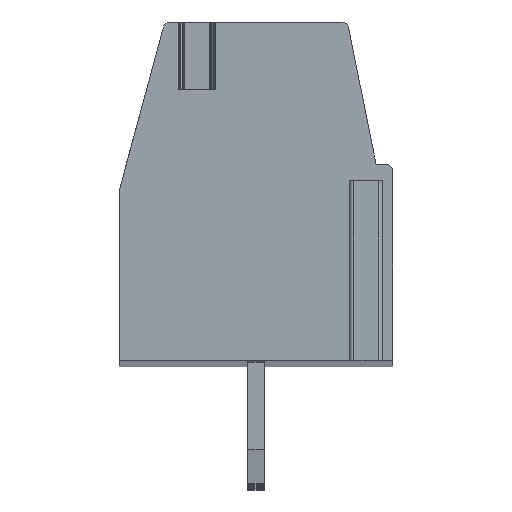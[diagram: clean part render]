
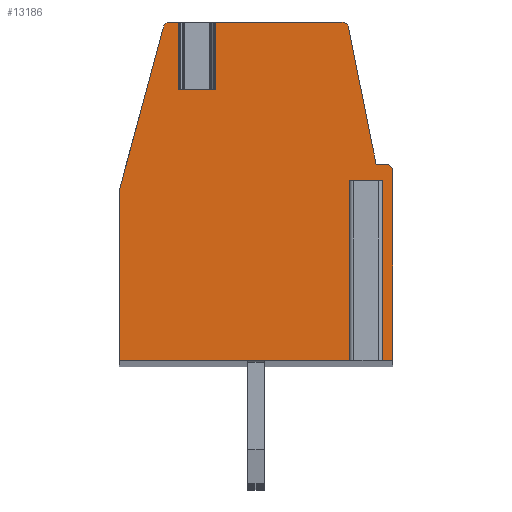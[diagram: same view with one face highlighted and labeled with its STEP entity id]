
A CAD part, top view. The second image highlights one B-rep face of the part: STEP entity #13186.
In plain terms, the highlighted planar face has unit normal (0, 0, 1).
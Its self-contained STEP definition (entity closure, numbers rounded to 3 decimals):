
#404=DIRECTION('',(-1.,0.,0.));
#405=VECTOR('',#404,1.07);
#406=CARTESIAN_POINT('',(-1.21,3.,2.5));
#407=LINE('',#406,#405);
#408=DIRECTION('',(0.,1.,0.));
#409=VECTOR('',#408,2.);
#410=CARTESIAN_POINT('',(-1.21,3.,2.5));
#411=LINE('',#410,#409);
#412=DIRECTION('',(-1.,0.,0.));
#413=VECTOR('',#412,3.746);
#414=CARTESIAN_POINT('',(2.536,5.,2.5));
#415=LINE('',#414,#413);
#416=CARTESIAN_POINT('',(2.536,4.8,2.5));
#417=DIRECTION('',(0.,0.,1.));
#418=DIRECTION('',(0.98,0.198,0.));
#419=AXIS2_PLACEMENT_3D('',#416,#417,#418);
#421=DIRECTION('',(-0.198,0.98,0.));
#422=VECTOR('',#421,4.122);
#423=CARTESIAN_POINT('',(3.55,0.8,2.5));
#424=LINE('',#423,#422);
#425=DIRECTION('',(-1.,0.,0.));
#426=VECTOR('',#425,0.3);
#427=CARTESIAN_POINT('',(3.85,0.8,2.5));
#428=LINE('',#427,#426);
#429=CARTESIAN_POINT('',(3.85,0.6,2.5));
#430=DIRECTION('',(0.,0.,1.));
#431=DIRECTION('',(1.,0.,0.));
#432=AXIS2_PLACEMENT_3D('',#429,#430,#431);
#434=DIRECTION('',(0.,1.,0.));
#435=VECTOR('',#434,5.6);
#436=CARTESIAN_POINT('',(4.05,-5.,2.5));
#437=LINE('',#436,#435);
#438=DIRECTION('',(1.,0.,0.));
#439=VECTOR('',#438,0.495);
#440=CARTESIAN_POINT('',(3.555,-5.,2.5));
#441=LINE('',#440,#439);
#442=DIRECTION('',(0.,1.,0.));
#443=VECTOR('',#442,5.3);
#444=CARTESIAN_POINT('',(3.555,-5.,2.5));
#445=LINE('',#444,#443);
#446=DIRECTION('',(1.,0.,0.));
#447=VECTOR('',#446,0.6);
#448=CARTESIAN_POINT('',(2.955,0.3,2.5));
#449=LINE('',#448,#447);
#450=DIRECTION('',(0.,1.,0.));
#451=VECTOR('',#450,5.3);
#452=CARTESIAN_POINT('',(2.955,-5.,2.5));
#453=LINE('',#452,#451);
#454=DIRECTION('',(1.,0.,0.));
#455=VECTOR('',#454,7.005);
#456=CARTESIAN_POINT('',(-4.05,-5.,2.5));
#457=LINE('',#456,#455);
#458=DIRECTION('',(0.,-1.,0.));
#459=VECTOR('',#458,5.);
#460=CARTESIAN_POINT('',(-4.05,0.,2.5));
#461=LINE('',#460,#459);
#462=DIRECTION('',(-0.261,-0.965,0.));
#463=VECTOR('',#462,5.026);
#464=CARTESIAN_POINT('',(-2.74,4.852,2.5));
#465=LINE('',#464,#463);
#466=CARTESIAN_POINT('',(-2.547,4.8,2.5));
#467=DIRECTION('',(0.,0.,1.));
#468=DIRECTION('',(0.,1.,0.));
#469=AXIS2_PLACEMENT_3D('',#466,#467,#468);
#471=DIRECTION('',(-1.,0.,0.));
#472=VECTOR('',#471,0.267);
#473=CARTESIAN_POINT('',(-2.28,5.,2.5));
#474=LINE('',#473,#472);
#475=DIRECTION('',(0.,1.,0.));
#476=VECTOR('',#475,2.);
#477=CARTESIAN_POINT('',(-2.28,3.,2.5));
#478=LINE('',#477,#476);
#9891=CARTESIAN_POINT('',(4.05,-5.,2.5));
#9892=CARTESIAN_POINT('',(4.05,0.6,2.5));
#9893=VERTEX_POINT('',#9891);
#9894=VERTEX_POINT('',#9892);
#9895=CARTESIAN_POINT('',(3.85,0.8,2.5));
#9896=VERTEX_POINT('',#9895);
#9897=CARTESIAN_POINT('',(3.55,0.8,2.5));
#9898=VERTEX_POINT('',#9897);
#9899=CARTESIAN_POINT('',(2.732,4.84,2.5));
#9900=VERTEX_POINT('',#9899);
#9901=CARTESIAN_POINT('',(2.536,5.,2.5));
#9902=VERTEX_POINT('',#9901);
#9903=CARTESIAN_POINT('',(-2.547,5.,2.5));
#9904=CARTESIAN_POINT('',(-2.74,4.852,2.5));
#9905=VERTEX_POINT('',#9903);
#9906=VERTEX_POINT('',#9904);
#9907=CARTESIAN_POINT('',(-4.05,0.,2.5));
#9908=VERTEX_POINT('',#9907);
#9909=CARTESIAN_POINT('',(-4.05,-5.,2.5));
#9910=VERTEX_POINT('',#9909);
#9927=CARTESIAN_POINT('',(2.955,0.3,2.5));
#9928=CARTESIAN_POINT('',(3.555,0.3,2.5));
#9929=VERTEX_POINT('',#9927);
#9930=VERTEX_POINT('',#9928);
#9931=CARTESIAN_POINT('',(2.955,-5.,2.5));
#9932=VERTEX_POINT('',#9931);
#9933=CARTESIAN_POINT('',(3.555,-5.,2.5));
#9934=VERTEX_POINT('',#9933);
#10003=CARTESIAN_POINT('',(-1.21,3.,2.5));
#10004=CARTESIAN_POINT('',(-2.28,3.,2.5));
#10005=VERTEX_POINT('',#10003);
#10006=VERTEX_POINT('',#10004);
#10007=CARTESIAN_POINT('',(-2.28,5.,2.5));
#10008=VERTEX_POINT('',#10007);
#10009=CARTESIAN_POINT('',(-1.21,5.,2.5));
#10010=VERTEX_POINT('',#10009);
#13146=CARTESIAN_POINT('',(0.,0.,2.5));
#13147=DIRECTION('',(0.,0.,1.));
#13148=DIRECTION('',(1.,0.,0.));
#13149=AXIS2_PLACEMENT_3D('',#13146,#13147,#13148);
#13150=PLANE('',#13149);
#13152=ORIENTED_EDGE('',*,*,#13151,.F.);
#13153=ORIENTED_EDGE('',*,*,#13137,.T.);
#13154=ORIENTED_EDGE('',*,*,#12946,.F.);
#13156=ORIENTED_EDGE('',*,*,#13155,.F.);
#13158=ORIENTED_EDGE('',*,*,#13157,.F.);
#13160=ORIENTED_EDGE('',*,*,#13159,.F.);
#13162=ORIENTED_EDGE('',*,*,#13161,.F.);
#13164=ORIENTED_EDGE('',*,*,#13163,.F.);
#13166=ORIENTED_EDGE('',*,*,#13165,.F.);
#13168=ORIENTED_EDGE('',*,*,#13167,.T.);
#13170=ORIENTED_EDGE('',*,*,#13169,.F.);
#13172=ORIENTED_EDGE('',*,*,#13171,.F.);
#13174=ORIENTED_EDGE('',*,*,#13173,.F.);
#13176=ORIENTED_EDGE('',*,*,#13175,.F.);
#13178=ORIENTED_EDGE('',*,*,#13177,.F.);
#13180=ORIENTED_EDGE('',*,*,#13179,.F.);
#13181=ORIENTED_EDGE('',*,*,#12929,.F.);
#13183=ORIENTED_EDGE('',*,*,#13182,.F.);
#13184=EDGE_LOOP('',(#13152,#13153,#13154,#13156,#13158,#13160,#13162,#13164,
#13166,#13168,#13170,#13172,#13174,#13176,#13178,#13180,#13181,#13183));
#13185=FACE_OUTER_BOUND('',#13184,.F.);
#420=CIRCLE('',#419,0.2);
#433=CIRCLE('',#432,0.2);
#470=CIRCLE('',#469,0.2);
#12929=EDGE_CURVE('',#10008,#9905,#474,.T.);
#12946=EDGE_CURVE('',#9902,#10010,#415,.T.);
#13137=EDGE_CURVE('',#10005,#10010,#411,.T.);
#13151=EDGE_CURVE('',#10005,#10006,#407,.T.);
#13155=EDGE_CURVE('',#9900,#9902,#420,.T.);
#13157=EDGE_CURVE('',#9898,#9900,#424,.T.);
#13159=EDGE_CURVE('',#9896,#9898,#428,.T.);
#13161=EDGE_CURVE('',#9894,#9896,#433,.T.);
#13163=EDGE_CURVE('',#9893,#9894,#437,.T.);
#13165=EDGE_CURVE('',#9934,#9893,#441,.T.);
#13167=EDGE_CURVE('',#9934,#9930,#445,.T.);
#13169=EDGE_CURVE('',#9929,#9930,#449,.T.);
#13171=EDGE_CURVE('',#9932,#9929,#453,.T.);
#13173=EDGE_CURVE('',#9910,#9932,#457,.T.);
#13175=EDGE_CURVE('',#9908,#9910,#461,.T.);
#13177=EDGE_CURVE('',#9906,#9908,#465,.T.);
#13179=EDGE_CURVE('',#9905,#9906,#470,.T.);
#13182=EDGE_CURVE('',#10006,#10008,#478,.T.);
#13186=ADVANCED_FACE('',(#13185),#13150,.T.);
